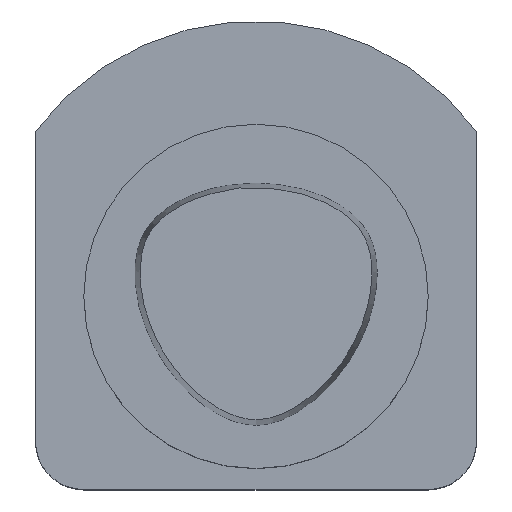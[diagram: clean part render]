
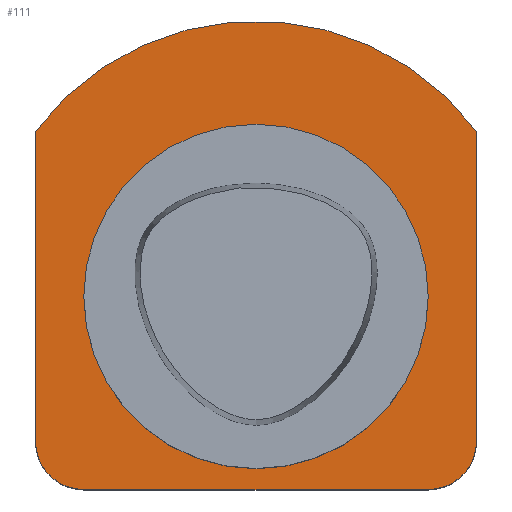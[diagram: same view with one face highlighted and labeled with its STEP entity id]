
A CAD part, top view. The second image highlights one B-rep face of the part: STEP entity #111.
In plain terms, the highlighted planar face has unit normal (0, 0, 1).
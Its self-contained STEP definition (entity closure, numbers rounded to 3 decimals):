
#92=EDGE_CURVE('240[2]',#237,#238,#239,.T.);
#106=EDGE_CURVE('240[2]',#260,#261,#262,.T.);
#111=ADVANCED_FACE('240[2]',(#267,#268),#269,.F.);
#128=EDGE_CURVE('240[2]',#238,#260,#293,.T.);
#135=EDGE_CURVE('240[2]',#302,#214,#303,.T.);
#137=EDGE_CURVE('240[2]',#261,#302,#305,.T.);
#161=EDGE_CURVE('240[2]',#214,#237,#336,.T.);
#163=EDGE_CURVE('240[2]',#338,#338,#339,.T.);
#214=VERTEX_POINT('',#385);
#237=VERTEX_POINT('',#513);
#238=VERTEX_POINT('',#514);
#239=CIRCLE('',#515,7.0);
#260=VERTEX_POINT('',#544);
#261=VERTEX_POINT('',#545);
#262=CIRCLE('',#546,7.0);
#267=FACE_OUTER_BOUND('',#554,.T.);
#268=FACE_BOUND('',#555,.T.);
#269=PLANE('',#556);
#293=LINE('',#592,#593);
#302=VERTEX_POINT('',#606);
#303=CIRCLE('',#607,40.0);
#305=LINE('',#610,#611);
#336=LINE('',#1039,#1040);
#338=VERTEX_POINT('',#1043);
#339=CIRCLE('',#1044,24.99);
#385=CARTESIAN_POINT('',(32.0,24.0,-20.0));
#513=CARTESIAN_POINT('',(32.0,-21.0,-20.0));
#514=CARTESIAN_POINT('',(25.0,-28.0,-20.0));
#515=AXIS2_PLACEMENT_3D('',#1173,#1174,#1175);
#544=CARTESIAN_POINT('',(-25.0,-28.0,-20.0));
#545=CARTESIAN_POINT('',(-32.0,-21.0,-20.0));
#546=AXIS2_PLACEMENT_3D('',#1197,#1198,#1199);
#554=EDGE_LOOP('',(#1202,#1203,#1204,#1205,#1206,#1207));
#555=EDGE_LOOP('',(#1208));
#556=AXIS2_PLACEMENT_3D('',#1209,#1210,#1211);
#592=CARTESIAN_POINT('',(14.975,-28.0,-20.0));
#593=VECTOR('',#1240,1.0);
#606=CARTESIAN_POINT('',(-32.0,24.0,-20.0));
#607=AXIS2_PLACEMENT_3D('',#1248,#1249,#1250);
#610=CARTESIAN_POINT('',(-32.0,-12.568,-20.0));
#611=VECTOR('',#1251,1.0);
#1039=CARTESIAN_POINT('',(32.0,-12.568,-20.0));
#1040=VECTOR('',#1292,1.0);
#1043=CARTESIAN_POINT('',(24.99,0.,-20.0));
#1044=AXIS2_PLACEMENT_3D('',#1293,#1294,#1295);
#1173=CARTESIAN_POINT('',(25.0,-21.0,-20.0));
#1174=DIRECTION('',(0.0,0.0,-1.0));
#1175=DIRECTION('',(0.,1.0,0.0));
#1197=CARTESIAN_POINT('',(-25.0,-21.0,-20.0));
#1198=DIRECTION('',(0.0,0.0,-1.0));
#1199=DIRECTION('',(0.,1.0,0.0));
#1202=ORIENTED_EDGE('',*,*,#106,.F.);
#1203=ORIENTED_EDGE('',*,*,#128,.F.);
#1204=ORIENTED_EDGE('',*,*,#92,.F.);
#1205=ORIENTED_EDGE('',*,*,#161,.F.);
#1206=ORIENTED_EDGE('',*,*,#135,.F.);
#1207=ORIENTED_EDGE('',*,*,#137,.F.);
#1208=ORIENTED_EDGE('',*,*,#163,.T.);
#1209=CARTESIAN_POINT('',(29.95,-25.95,-20.0));
#1210=DIRECTION('',(0.0,0.0,-1.0));
#1211=DIRECTION('',(0.0,-1.0,0.0));
#1240=DIRECTION('',(-1.0,0.,0.0));
#1248=CARTESIAN_POINT('',(0.,0.,-20.0));
#1249=DIRECTION('',(0.0,0.0,-1.0));
#1250=DIRECTION('',(0.,1.0,0.0));
#1251=DIRECTION('',(0.,1.0,0.0));
#1292=DIRECTION('',(0.,-1.0,-0.0));
#1293=CARTESIAN_POINT('',(0.,0.,-20.0));
#1294=DIRECTION('',(0.0,0.0,-1.0));
#1295=DIRECTION('',(-1.0,0.,0.0));
